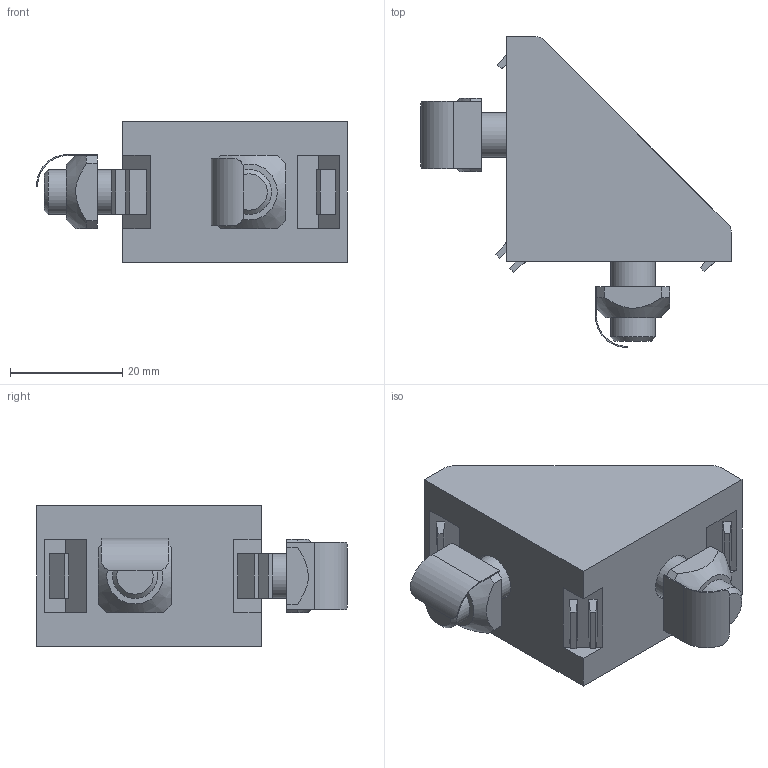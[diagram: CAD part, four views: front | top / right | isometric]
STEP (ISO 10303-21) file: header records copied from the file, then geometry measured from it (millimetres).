
FILE_DESCRIPTION(/* description */ ('mit Gleitmuttern M08 mit Federblech'),/* implementation_level */ '2;1');
FILE_NAME(/* name */ '210969-7.step',/* time_stamp */ '2021-08-24T11:53:16+02:00',/* author */ ('MuellerJ'),/* organization */ (''),/* preprocessor_version */ 'ST-DEVELOPER v18.1',/* originating_system */ 'Autodesk Inventor 2021',/* authorisation */ '');
FILE_SCHEMA (('AUTOMOTIVE_DESIGN { 1 0 10303 214 3 1 1 }'));
Length unit declared in the file: millimetre
Products named in the file (4): leer; 21-0969-1FZ.001; leer_1; 21-1351-2FZ.005
Assembly tree (5 placements, depth 2):
  leer
    21-0969-1FZ.001
    leer_1  x2
    21-1351-2FZ.005  x2
Bounding box: 55.3 x 55.3 x 25 mm (x, y, z)
Volume: 18268.7 mm3; surface area: 11503.9 mm2
Topology: 5 solids, 5 shells, 147 faces, 387 edges, 258 vertices
Faces by surface type: plane 104, cylinder 33, cone 6, torus 4
Full cylindrical faces by diameter (mm): 8 x4, 8.5 x2, 13 x2
Entity records: 3649 total; most frequent: CARTESIAN_POINT 683, ORIENTED_EDGE 592, DIRECTION 579, EDGE_CURVE 296, LINE 215, VECTOR 215, VERTEX_POINT 198, AXIS2_PLACEMENT_3D 182
